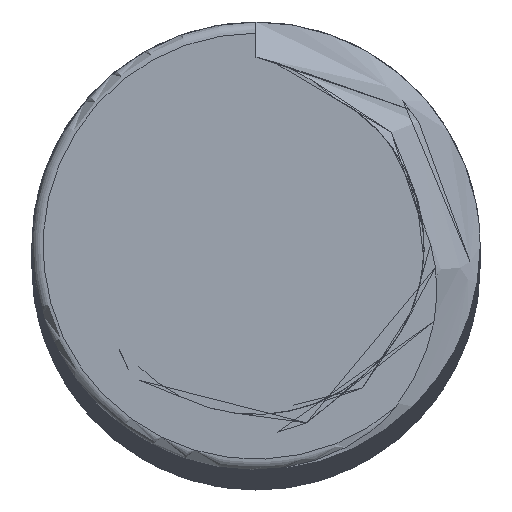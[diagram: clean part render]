
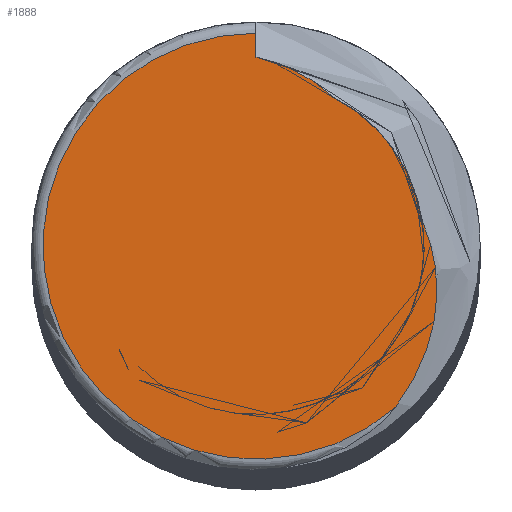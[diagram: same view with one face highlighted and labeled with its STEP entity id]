
A CAD part, top view. The second image highlights one B-rep face of the part: STEP entity #1888.
In plain terms, the highlighted planar face has unit normal (0, 0, 1).
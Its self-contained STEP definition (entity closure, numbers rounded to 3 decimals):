
#318 = PLANE ( 'NONE',  #12422 ) ;
#506 = CARTESIAN_POINT ( 'NONE',  ( 2.135, 2.121, 0. ) ) ;
#639 = DIRECTION ( 'NONE',  ( 0., -1., 0. ) ) ;
#744 = CARTESIAN_POINT ( 'NONE',  ( 0.964, 2.994, 0. ) ) ;
#1279 = VERTEX_POINT ( 'NONE', #1765 ) ;
#1452 = CARTESIAN_POINT ( 'NONE',  ( 3.046, -1.842, 0. ) ) ;
#1581 = CARTESIAN_POINT ( 'NONE',  ( 3.133, -1.561, 0. ) ) ;
#1765 = CARTESIAN_POINT ( 'NONE',  ( 2.491, -2.87, 0. ) ) ;
#1888 = ADVANCED_FACE ( 'NONE', ( #5866 ), #318, .T. ) ;
#3068 = CARTESIAN_POINT ( 'NONE',  ( 2.966, 0.45, 0. ) ) ;
#3116 = EDGE_CURVE ( 'NONE', #1279, #13608, #4120, .T. ) ;
#3698 = CARTESIAN_POINT ( 'NONE',  ( 0.256, 3.32, 0. ) ) ;
#3945 = CARTESIAN_POINT ( 'NONE',  ( 1.58, 2.561, 0. ) ) ;
#4120 = B_SPLINE_CURVE_WITH_KNOTS ( 'NONE', 3,
 ( #17833, #13202, #4475, #10373, #1452, #1581, #6170, #7394, #11803, #17631, #14798, #3068 ),
 .UNSPECIFIED., .F., .F.,
 ( 4, 2, 2, 2, 2, 4 ),
 ( 0.001, 0.002, 0.003, 0.003, 0.004, 0.005 ),
 .UNSPECIFIED. ) ;
#4279 = CARTESIAN_POINT ( 'NONE',  ( 1.368, 2.67, 0. ) ) ;
#4475 = CARTESIAN_POINT ( 'NONE',  ( 2.815, -2.383, 0. ) ) ;
#4752 = ORIENTED_EDGE ( 'NONE', *, *, #11584, .T. ) ;
#4869 = CARTESIAN_POINT ( 'NONE',  ( 2.966, 0.45, 0. ) ) ;
#4913 = VERTEX_POINT ( 'NONE', #4279 ) ;
#4994 = EDGE_LOOP ( 'NONE', ( #17245, #17929, #12942, #6805, #4752 ) ) ;
#5303 = EDGE_CURVE ( 'NONE', #14892, #1279, #17048, .T. ) ;
#5866 = FACE_OUTER_BOUND ( 'NONE', #4994, .T. ) ;
#6170 = CARTESIAN_POINT ( 'NONE',  ( 3.166, -1.419, 0. ) ) ;
#6363 = CARTESIAN_POINT ( 'NONE',  ( 2.93, 0.686, 0. ) ) ;
#6375 = CARTESIAN_POINT ( 'NONE',  ( 0., 0., 0. ) ) ;
#6607 = VERTEX_POINT ( 'NONE', #9946 ) ;
#6805 = ORIENTED_EDGE ( 'NONE', *, *, #7857, .T. ) ;
#7394 = CARTESIAN_POINT ( 'NONE',  ( 3.235, -0.986, 0. ) ) ;
#7714 = CARTESIAN_POINT ( 'NONE',  ( 0., 0., 0. ) ) ;
#7857 = EDGE_CURVE ( 'NONE', #13608, #4913, #15256, .T. ) ;
#7904 = DIRECTION ( 'NONE',  ( 0., 0., 1. ) ) ;
#8081 = CARTESIAN_POINT ( 'NONE',  ( 1.176, 2.847, 0. ) ) ;
#8991 = LINE ( 'NONE', #6375, #12840 ) ;
#9120 = EDGE_CURVE ( 'NONE', #14892, #6607, #8991, .T. ) ;
#9308 = CARTESIAN_POINT ( 'NONE',  ( 2.297, 1.944, 0. ) ) ;
#9946 = CARTESIAN_POINT ( 'NONE',  ( 0., 3.375, 0. ) ) ;
#10373 = CARTESIAN_POINT ( 'NONE',  ( 2.993, -1.981, 0. ) ) ;
#11209 = CARTESIAN_POINT ( 'NONE',  ( 1.778, 2.428, 0. ) ) ;
#11584 = EDGE_CURVE ( 'NONE', #4913, #6607, #18385, .T. ) ;
#11803 = CARTESIAN_POINT ( 'NONE',  ( 3.24, -0.686, 0. ) ) ;
#12124 = CARTESIAN_POINT ( 'NONE',  ( 0., 0., 0. ) ) ;
#12162 = CARTESIAN_POINT ( 'NONE',  ( 0., 3.8, 0. ) ) ;
#12422 = AXIS2_PLACEMENT_3D ( 'NONE', #7714, #16540, #17962 ) ;
#12508 = CARTESIAN_POINT ( 'NONE',  ( 2.966, 0.45, 0. ) ) ;
#12840 = VECTOR ( 'NONE', #639, 1000. ) ;
#12942 = ORIENTED_EDGE ( 'NONE', *, *, #3116, .T. ) ;
#13202 = CARTESIAN_POINT ( 'NONE',  ( 2.667, -2.635, 0. ) ) ;
#13608 = VERTEX_POINT ( 'NONE', #12508 ) ;
#13768 = CARTESIAN_POINT ( 'NONE',  ( 2.867, 0.916, 0. ) ) ;
#14187 = CARTESIAN_POINT ( 'NONE',  ( 1.368, 2.67, 0. ) ) ;
#14798 = CARTESIAN_POINT ( 'NONE',  ( 3.087, 0.179, 0. ) ) ;
#14892 = VERTEX_POINT ( 'NONE', #12162 ) ;
#14989 = AXIS2_PLACEMENT_3D ( 'NONE', #12124, #7904, #18087 ) ;
#15256 = B_SPLINE_CURVE_WITH_KNOTS ( 'NONE', 3,
 ( #4869, #6363, #13768, #16599, #18084, #9308, #506, #11209, #3945, #14187 ),
 .UNSPECIFIED., .F., .F.,
 ( 4, 2, 2, 2, 4 ),
 ( 0., 0.001, 0.001, 0.002, 0.003 ),
 .UNSPECIFIED. ) ;
#15437 = CARTESIAN_POINT ( 'NONE',  ( 0., 3.375, 0. ) ) ;
#15551 = CARTESIAN_POINT ( 'NONE',  ( 0.504, 3.232, 0. ) ) ;
#16540 = DIRECTION ( 'NONE',  ( 0., 0., 1. ) ) ;
#16599 = CARTESIAN_POINT ( 'NONE',  ( 2.687, 1.355, 0. ) ) ;
#16853 = CARTESIAN_POINT ( 'NONE',  ( 1.368, 2.67, 0. ) ) ;
#17048 = CIRCLE ( 'NONE', #14989, 3.8 ) ;
#17245 = ORIENTED_EDGE ( 'NONE', *, *, #9120, .F. ) ;
#17631 = CARTESIAN_POINT ( 'NONE',  ( 3.166, -0.107, 0. ) ) ;
#17833 = CARTESIAN_POINT ( 'NONE',  ( 2.491, -2.87, 0. ) ) ;
#17929 = ORIENTED_EDGE ( 'NONE', *, *, #5303, .T. ) ;
#17962 = DIRECTION ( 'NONE',  ( 1., 0., 0. ) ) ;
#18084 = CARTESIAN_POINT ( 'NONE',  ( 2.573, 1.561, 0. ) ) ;
#18087 = DIRECTION ( 'NONE',  ( 1., 0., 0. ) ) ;
#18385 = B_SPLINE_CURVE_WITH_KNOTS ( 'NONE', 3,
 ( #16853, #8081, #744, #15551, #3698, #15437 ),
 .UNSPECIFIED., .F., .F.,
 ( 4, 2, 4 ),
 ( 0., 0.001, 0.002 ),
 .UNSPECIFIED. ) ;
